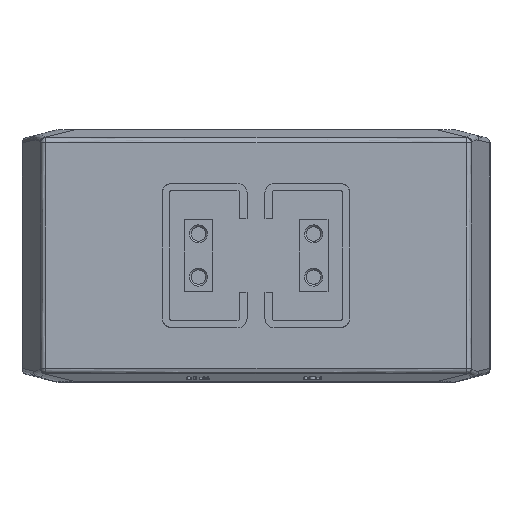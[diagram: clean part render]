
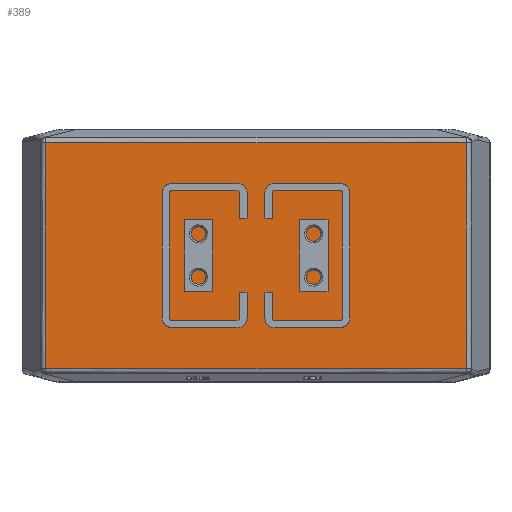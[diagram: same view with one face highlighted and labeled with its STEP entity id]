
A CAD part, top view. The second image highlights one B-rep face of the part: STEP entity #389.
In plain terms, the highlighted free-form (B-spline) face has degree [1, 1] with [2, 2] control points.
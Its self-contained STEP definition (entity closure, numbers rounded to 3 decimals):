
#389=ADVANCED_FACE($,(#653),#3558,.T.);
#653=FACE_OUTER_BOUND($,#933,.T.);
#933=EDGE_LOOP($,(#1923,#1924,#1925,#1926));
#1923=ORIENTED_EDGE($,*,*,#2746,.T.);
#1924=ORIENTED_EDGE($,*,*,#2744,.T.);
#1925=ORIENTED_EDGE($,*,*,#2745,.T.);
#1926=ORIENTED_EDGE($,*,*,#2743,.F.);
#2743=EDGE_CURVE($,#3236,#3237,#9923,.T.);
#2744=EDGE_CURVE($,#3238,#3239,#9924,.T.);
#2745=EDGE_CURVE($,#3239,#3237,#9925,.T.);
#2746=EDGE_CURVE($,#3236,#3238,#9926,.T.);
#3236=VERTEX_POINT($,#9402);
#3237=VERTEX_POINT($,#9403);
#3238=VERTEX_POINT($,#9404);
#3239=VERTEX_POINT($,#9405);
#3558=B_SPLINE_SURFACE_WITH_KNOTS($,1,1,((#8473,#8474),(#8475,#8476)),.UNSPECIFIED.,
.F.,.F.,.F.,(2,2),(2,2),(6.643,123.357),(3.671,
66.329),.UNSPECIFIED.);
#7267=CARTESIAN_POINT($,(6.643,3.671,127.));
#7268=CARTESIAN_POINT($,(6.643,24.557,127.));
#7269=CARTESIAN_POINT($,(6.643,45.443,127.));
#7270=CARTESIAN_POINT($,(6.643,66.329,127.));
#7271=CARTESIAN_POINT($,(123.357,3.671,127.));
#7272=CARTESIAN_POINT($,(123.357,24.557,127.));
#7273=CARTESIAN_POINT($,(123.357,45.443,127.));
#7274=CARTESIAN_POINT($,(123.357,66.329,127.));
#7275=CARTESIAN_POINT($,(123.357,66.329,127.));
#7276=CARTESIAN_POINT($,(84.452,66.329,127.));
#7277=CARTESIAN_POINT($,(45.548,66.329,127.));
#7278=CARTESIAN_POINT($,(6.643,66.329,127.));
#7279=CARTESIAN_POINT($,(6.643,3.671,127.));
#7280=CARTESIAN_POINT($,(45.548,3.671,127.));
#7281=CARTESIAN_POINT($,(84.452,3.671,127.));
#7282=CARTESIAN_POINT($,(123.357,3.671,127.));
#8473=CARTESIAN_POINT($,(123.357,66.329,127.));
#8474=CARTESIAN_POINT($,(123.357,3.671,127.));
#8475=CARTESIAN_POINT($,(6.643,66.329,127.));
#8476=CARTESIAN_POINT($,(6.643,3.671,127.));
#9402=CARTESIAN_POINT($,(6.643,3.671,127.));
#9403=CARTESIAN_POINT($,(6.643,66.329,127.));
#9404=CARTESIAN_POINT($,(123.357,3.671,127.));
#9405=CARTESIAN_POINT($,(123.357,66.329,127.));
#9923=B_SPLINE_CURVE_WITH_KNOTS($,3,(#7267,#7268,#7269,#7270),.UNSPECIFIED.,
.F.,.F.,(4,4),(-65.369,-2.711),.UNSPECIFIED.);
#9924=B_SPLINE_CURVE_WITH_KNOTS($,3,(#7271,#7272,#7273,#7274),.UNSPECIFIED.,
.F.,.F.,(4,4),(-65.369,-2.711),.UNSPECIFIED.);
#9925=B_SPLINE_CURVE_WITH_KNOTS($,3,(#7275,#7276,#7277,#7278),.UNSPECIFIED.,
.F.,.F.,(4,4),(-119.19,-2.476),.UNSPECIFIED.);
#9926=B_SPLINE_CURVE_WITH_KNOTS($,3,(#7279,#7280,#7281,#7282),.UNSPECIFIED.,
.F.,.F.,(4,4),(2.476,119.19),.UNSPECIFIED.);
